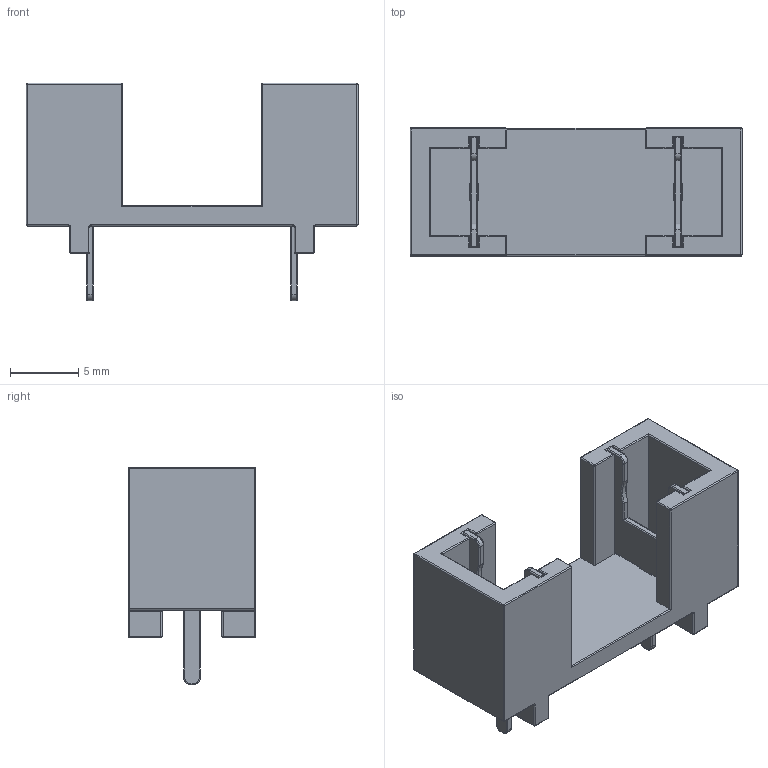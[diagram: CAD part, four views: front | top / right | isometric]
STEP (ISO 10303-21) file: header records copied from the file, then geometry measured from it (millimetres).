
FILE_DESCRIPTION (( 'STEP AP214' ), '1' );
FILE_NAME ('User Library-Fuse Holder Black CFH17.STEP', '2017-01-31T13:55:55', ( 'Windows User' ), ( '' ), 'SwSTEP 2.0', 'SolidWorks 2017', '' );
FILE_SCHEMA (( 'AUTOMOTIVE_DESIGN' ));
Length unit declared in the file: millimetre
Products named in the file (1): User Library-Fuse Holder Black CFH17
Bounding box: 24.4 x 9.4 x 16 mm (x, y, z)
Volume: 961.3 mm3; surface area: 1740 mm2
Topology: 3 solids, 3 shells, 336 faces, 782 edges, 420 vertices
Faces by surface type: cylinder 174, plane 90, bspline 72
Entity records: 13622 total; most frequent: CARTESIAN_POINT 3005, ORIENTED_EDGE 1500, DIRECTION 1364, EDGE_CURVE 750, AXIS2_PLACEMENT_3D 469, LINE 426, VECTOR 426, VERTEX_POINT 420
